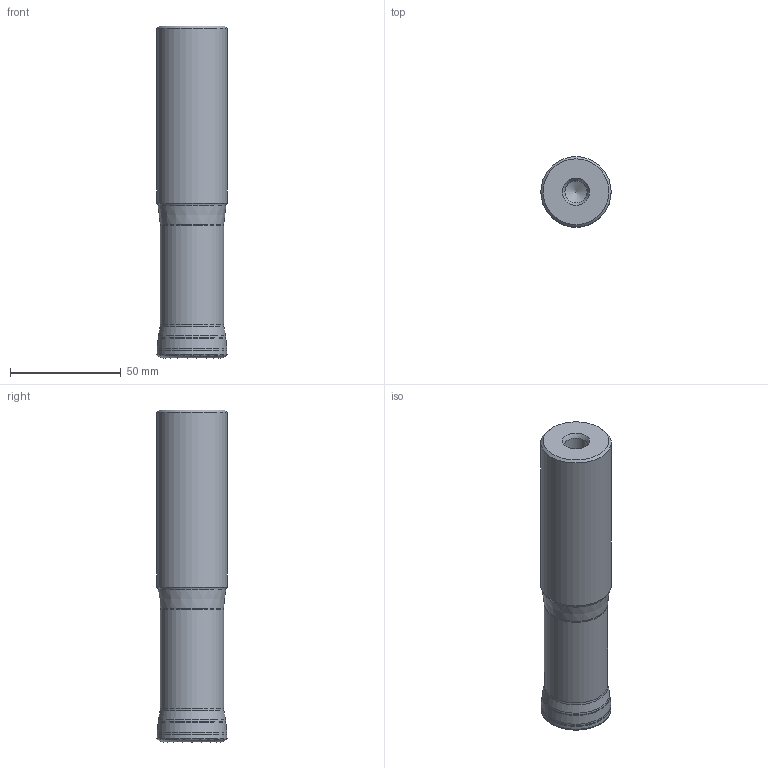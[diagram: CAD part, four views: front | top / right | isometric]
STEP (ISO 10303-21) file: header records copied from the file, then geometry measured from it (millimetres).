
FILE_DESCRIPTION(/* description */ (''),/* implementation_level */ '2;1');
FILE_NAME(/* name */ '202789992ndi000_00.stp',/* time_stamp */ '2020-01-14T07:34:23+01:00',/* author */ (''),/* organization */ (''),/* preprocessor_version */ 'ST-DEVELOPER v16.7',/* originating_system */ 'SIEMENS PLM Software NX 12.0',/* authorisation */ '');
FILE_SCHEMA (('AUTOMOTIVE_DESIGN { 1 0 10303 214 3 1 1 1 }'));
Length unit declared in the file: millimetre
Products named in the file (1): mp541D2CA96E32u1
Bounding box: 31.75 x 31.75 x 150 mm (x, y, z)
Volume: 102332.1 mm3; surface area: 22071.6 mm2
Topology: 2 solids, 2 shells, 58 faces, 123 edges, 67 vertices
Faces by surface type: revolution 36, cone 8, torus 8, cylinder 4, plane 2
Full cylindrical faces by diameter (mm): 10 x1, 28.577 x1, 30.577 x1, 31.75 x1
Entity records: 1452 total; most frequent: CARTESIAN_POINT 422, DIRECTION 196, FACE_BOUND 116, EDGE_LOOP 114, ORIENTED_EDGE 114, AXIS2_PLACEMENT_3D 80, VERTEX_POINT 59, ADVANCED_FACE 58
